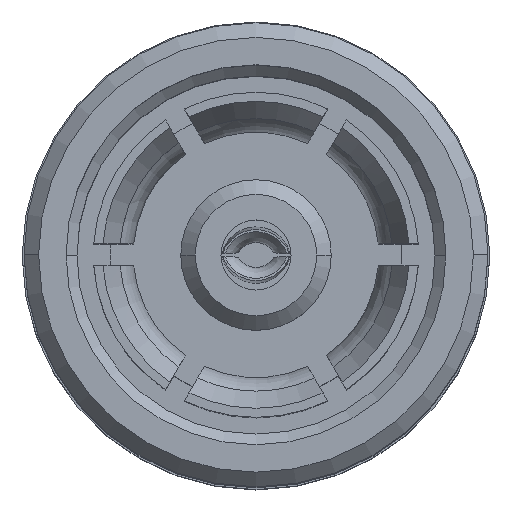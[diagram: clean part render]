
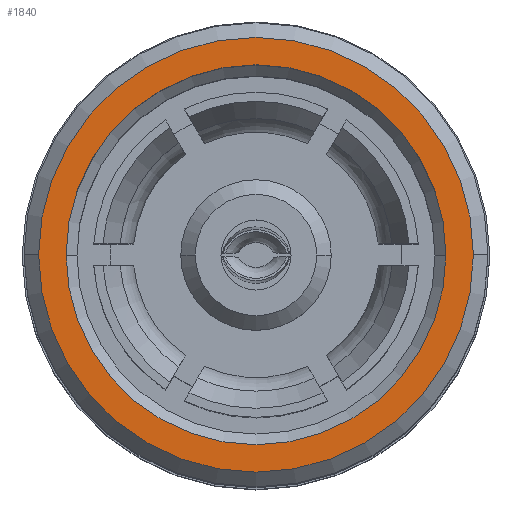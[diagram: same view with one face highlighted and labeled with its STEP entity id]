
A CAD part, top view. The second image highlights one B-rep face of the part: STEP entity #1840.
In plain terms, the highlighted planar face has unit normal (0, 0, 1).
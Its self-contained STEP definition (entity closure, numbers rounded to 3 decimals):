
#319 = VERTEX_POINT ( 'NONE', #3238 ) ;
#469 = AXIS2_PLACEMENT_3D ( 'NONE', #3444, #711, #3908 ) ;
#638 = DIRECTION ( 'NONE',  ( 1., 0., 0. ) ) ;
#711 = DIRECTION ( 'NONE',  ( 0., 0., 1. ) ) ;
#737 = EDGE_LOOP ( 'NONE', ( #4130, #3963 ) ) ;
#850 = CIRCLE ( 'NONE', #4808, 2.6 ) ;
#894 = CIRCLE ( 'NONE', #469, 2.975 ) ;
#1116 = CARTESIAN_POINT ( 'NONE',  ( 0., 0., 0. ) ) ;
#1139 = EDGE_CURVE ( 'NONE', #4445, #1191, #2496, .T. ) ;
#1191 = VERTEX_POINT ( 'NONE', #5155 ) ;
#1443 = CARTESIAN_POINT ( 'NONE',  ( 2.975, 0., 0. ) ) ;
#1528 = DIRECTION ( 'NONE',  ( -1., 0., 0. ) ) ;
#1736 = CARTESIAN_POINT ( 'NONE',  ( 0., 0., 0. ) ) ;
#1840 = ADVANCED_FACE ( 'NONE', ( #3360, #5646 ), #4244, .F. ) ;
#1868 = EDGE_CURVE ( 'NONE', #4404, #319, #2762, .T. ) ;
#1872 = CARTESIAN_POINT ( 'NONE',  ( 0., 0., 0. ) ) ;
#2222 = DIRECTION ( 'NONE',  ( 0., 0., 1. ) ) ;
#2496 = CIRCLE ( 'NONE', #4611, 2.6 ) ;
#2634 = ORIENTED_EDGE ( 'NONE', *, *, #1139, .F. ) ;
#2762 = CIRCLE ( 'NONE', #5073, 2.975 ) ;
#2955 = EDGE_CURVE ( 'NONE', #1191, #4445, #850, .T. ) ;
#3238 = CARTESIAN_POINT ( 'NONE',  ( -2.975, 0., 0. ) ) ;
#3349 = CARTESIAN_POINT ( 'NONE',  ( 0., 2.6, 0. ) ) ;
#3360 = FACE_BOUND ( 'NONE', #3428, .T. ) ;
#3428 = EDGE_LOOP ( 'NONE', ( #4189, #2634 ) ) ;
#3444 = CARTESIAN_POINT ( 'NONE',  ( 0., 0., 0. ) ) ;
#3810 = DIRECTION ( 'NONE',  ( 0., 0., 1. ) ) ;
#3908 = DIRECTION ( 'NONE',  ( 1., 0., 0. ) ) ;
#3963 = ORIENTED_EDGE ( 'NONE', *, *, #1868, .T. ) ;
#4130 = ORIENTED_EDGE ( 'NONE', *, *, #5810, .T. ) ;
#4189 = ORIENTED_EDGE ( 'NONE', *, *, #2955, .F. ) ;
#4218 = CARTESIAN_POINT ( 'NONE',  ( -2.6, 0., 0. ) ) ;
#4244 = PLANE ( 'NONE',  #5373 ) ;
#4301 = DIRECTION ( 'NONE',  ( 0., 0., 1. ) ) ;
#4404 = VERTEX_POINT ( 'NONE', #1443 ) ;
#4445 = VERTEX_POINT ( 'NONE', #4218 ) ;
#4611 = AXIS2_PLACEMENT_3D ( 'NONE', #1872, #3810, #5258 ) ;
#4808 = AXIS2_PLACEMENT_3D ( 'NONE', #1736, #2222, #5055 ) ;
#5055 = DIRECTION ( 'NONE',  ( 1., 0., 0. ) ) ;
#5073 = AXIS2_PLACEMENT_3D ( 'NONE', #1116, #4301, #638 ) ;
#5155 = CARTESIAN_POINT ( 'NONE',  ( 2.6, 0., 0. ) ) ;
#5258 = DIRECTION ( 'NONE',  ( 1., 0., 0. ) ) ;
#5288 = DIRECTION ( 'NONE',  ( 0., 0., -1. ) ) ;
#5373 = AXIS2_PLACEMENT_3D ( 'NONE', #3349, #5288, #1528 ) ;
#5646 = FACE_OUTER_BOUND ( 'NONE', #737, .T. ) ;
#5810 = EDGE_CURVE ( 'NONE', #319, #4404, #894, .T. ) ;
